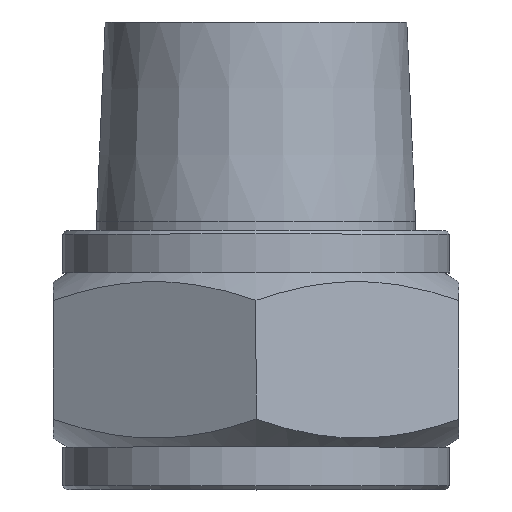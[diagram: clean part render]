
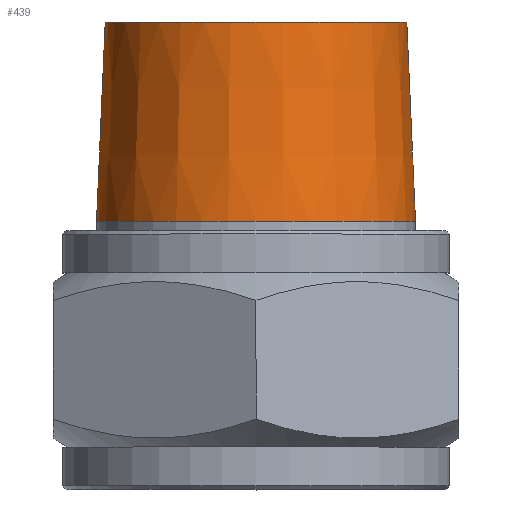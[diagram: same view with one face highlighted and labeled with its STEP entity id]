
A CAD part, top view. The second image highlights one B-rep face of the part: STEP entity #439.
In plain terms, the highlighted conical face has half-angle 2.5 degrees and reference radius 8.65 mm.
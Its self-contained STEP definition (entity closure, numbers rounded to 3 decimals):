
#60=ORIENTED_EDGE('',*,*,#126,.T.);
#61=ORIENTED_EDGE('',*,*,#127,.T.);
#126=EDGE_CURVE('',#159,#159,#186,.T.);
#127=EDGE_CURVE('',#160,#160,#187,.F.);
#159=VERTEX_POINT('',#588);
#160=VERTEX_POINT('',#590);
#186=CIRCLE('',#467,8.178);
#187=CIRCLE('',#468,8.65);
#201=EDGE_LOOP('',(#60));
#202=EDGE_LOOP('',(#61));
#239=FACE_BOUND('',#201,.T.);
#240=FACE_BOUND('',#202,.T.);
#277=CONICAL_SURFACE('',#466,8.65,0.044);
#439=ADVANCED_FACE('',(#239,#240),#277,.T.);
#466=AXIS2_PLACEMENT_3D('',#586,#505,#506);
#467=AXIS2_PLACEMENT_3D('',#587,#507,#508);
#468=AXIS2_PLACEMENT_3D('',#589,#509,#510);
#505=DIRECTION('',(0.,-1.,0.));
#506=DIRECTION('',(1.,0.,0.));
#507=DIRECTION('',(0.,-1.,0.));
#508=DIRECTION('',(1.,0.,0.));
#509=DIRECTION('',(0.,-1.,0.));
#510=DIRECTION('',(1.,0.,0.));
#586=CARTESIAN_POINT('',(0.,7.525,0.));
#587=CARTESIAN_POINT('',(0.,18.325,0.));
#588=CARTESIAN_POINT('',(8.178,18.325,0.));
#589=CARTESIAN_POINT('',(0.,7.525,0.));
#590=CARTESIAN_POINT('',(8.65,7.525,0.));
